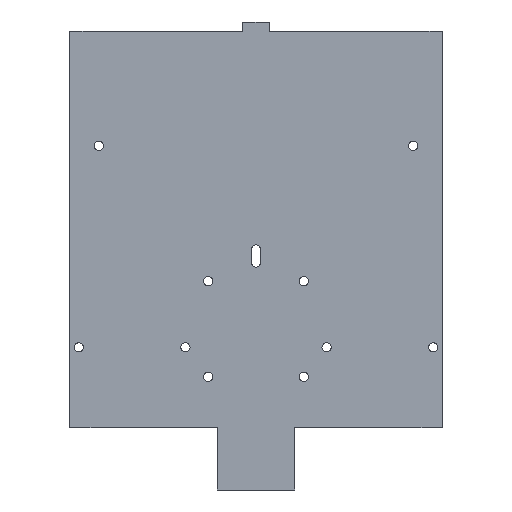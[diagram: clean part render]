
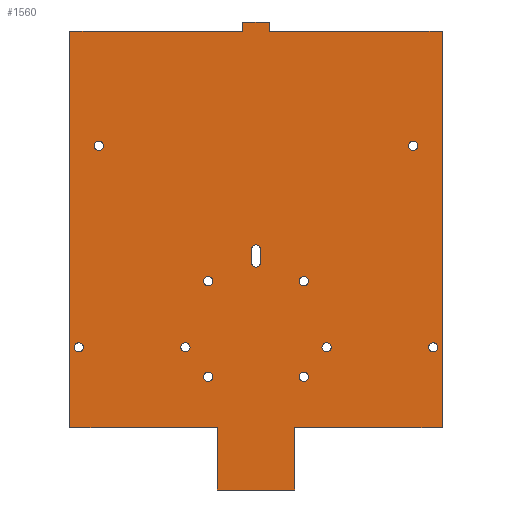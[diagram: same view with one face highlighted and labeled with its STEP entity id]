
A CAD part, front view. The second image highlights one B-rep face of the part: STEP entity #1560.
In plain terms, the highlighted planar face has unit normal (0, -1, 0).
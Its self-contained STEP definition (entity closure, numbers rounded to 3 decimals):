
#32=FACE_BOUND('',#258,.T.);
#33=FACE_BOUND('',#259,.T.);
#34=FACE_BOUND('',#260,.T.);
#35=FACE_BOUND('',#261,.T.);
#36=FACE_BOUND('',#262,.T.);
#37=FACE_BOUND('',#263,.T.);
#38=FACE_BOUND('',#264,.T.);
#39=FACE_BOUND('',#265,.T.);
#40=FACE_BOUND('',#266,.T.);
#41=FACE_BOUND('',#267,.T.);
#42=FACE_BOUND('',#268,.T.);
#59=CIRCLE('',#1641,1.75);
#60=CIRCLE('',#1643,1.75);
#61=CIRCLE('',#1645,1.75);
#62=CIRCLE('',#1648,1.75);
#63=CIRCLE('',#1651,1.75);
#64=CIRCLE('',#1653,1.75);
#65=CIRCLE('',#1655,1.75);
#66=CIRCLE('',#1657,1.75);
#67=CIRCLE('',#1659,1.75);
#68=CIRCLE('',#1661,1.75);
#69=CIRCLE('',#1663,1.75);
#70=CIRCLE('',#1665,1.75);
#162=FACE_OUTER_BOUND('',#257,.T.);
#257=EDGE_LOOP('',(#1391,#1392,#1393,#1394,#1395,#1396,#1397,#1398,#1399,
#1400,#1401,#1402,#1403,#1404));
#258=EDGE_LOOP('',(#1405));
#259=EDGE_LOOP('',(#1406));
#260=EDGE_LOOP('',(#1407));
#261=EDGE_LOOP('',(#1408));
#262=EDGE_LOOP('',(#1409));
#263=EDGE_LOOP('',(#1410));
#264=EDGE_LOOP('',(#1411));
#265=EDGE_LOOP('',(#1412,#1413,#1414,#1415));
#266=EDGE_LOOP('',(#1416));
#267=EDGE_LOOP('',(#1417));
#268=EDGE_LOOP('',(#1418));
#414=LINE('',#2416,#599);
#417=LINE('',#2424,#602);
#427=LINE('',#2460,#612);
#429=LINE('',#2464,#614);
#431=LINE('',#2468,#616);
#433=LINE('',#2472,#618);
#435=LINE('',#2476,#620);
#437=LINE('',#2480,#622);
#439=LINE('',#2484,#624);
#441=LINE('',#2488,#626);
#443=LINE('',#2492,#628);
#445=LINE('',#2496,#630);
#447=LINE('',#2500,#632);
#449=LINE('',#2504,#634);
#451=LINE('',#2508,#636);
#453=LINE('',#2511,#638);
#599=VECTOR('',#1972,10.);
#602=VECTOR('',#1981,10.);
#612=VECTOR('',#2025,10.);
#614=VECTOR('',#2029,10.);
#616=VECTOR('',#2033,10.);
#618=VECTOR('',#2037,10.);
#620=VECTOR('',#2041,10.);
#622=VECTOR('',#2045,10.);
#624=VECTOR('',#2049,10.);
#626=VECTOR('',#2053,10.);
#628=VECTOR('',#2057,10.);
#630=VECTOR('',#2061,10.);
#632=VECTOR('',#2065,10.);
#634=VECTOR('',#2069,10.);
#636=VECTOR('',#2073,10.);
#638=VECTOR('',#2077,10.);
#752=VERTEX_POINT('',#2401);
#753=VERTEX_POINT('',#2405);
#754=VERTEX_POINT('',#2409);
#755=VERTEX_POINT('',#2413);
#756=VERTEX_POINT('',#2415);
#757=VERTEX_POINT('',#2419);
#758=VERTEX_POINT('',#2423);
#759=VERTEX_POINT('',#2429);
#760=VERTEX_POINT('',#2433);
#761=VERTEX_POINT('',#2437);
#762=VERTEX_POINT('',#2441);
#763=VERTEX_POINT('',#2445);
#764=VERTEX_POINT('',#2449);
#765=VERTEX_POINT('',#2453);
#766=VERTEX_POINT('',#2457);
#767=VERTEX_POINT('',#2459);
#768=VERTEX_POINT('',#2463);
#769=VERTEX_POINT('',#2467);
#770=VERTEX_POINT('',#2471);
#771=VERTEX_POINT('',#2475);
#772=VERTEX_POINT('',#2479);
#773=VERTEX_POINT('',#2483);
#774=VERTEX_POINT('',#2487);
#775=VERTEX_POINT('',#2491);
#776=VERTEX_POINT('',#2495);
#777=VERTEX_POINT('',#2499);
#778=VERTEX_POINT('',#2503);
#779=VERTEX_POINT('',#2507);
#937=EDGE_CURVE('',#752,#752,#59,.T.);
#939=EDGE_CURVE('',#753,#753,#60,.T.);
#941=EDGE_CURVE('',#754,#754,#61,.T.);
#944=EDGE_CURVE('',#756,#755,#414,.T.);
#946=EDGE_CURVE('',#757,#756,#62,.T.);
#948=EDGE_CURVE('',#758,#757,#417,.T.);
#950=EDGE_CURVE('',#755,#758,#63,.T.);
#951=EDGE_CURVE('',#759,#759,#64,.T.);
#953=EDGE_CURVE('',#760,#760,#65,.T.);
#955=EDGE_CURVE('',#761,#761,#66,.T.);
#957=EDGE_CURVE('',#762,#762,#67,.T.);
#959=EDGE_CURVE('',#763,#763,#68,.T.);
#961=EDGE_CURVE('',#764,#764,#69,.T.);
#963=EDGE_CURVE('',#765,#765,#70,.T.);
#966=EDGE_CURVE('',#767,#766,#427,.T.);
#968=EDGE_CURVE('',#768,#767,#429,.T.);
#970=EDGE_CURVE('',#769,#768,#431,.T.);
#972=EDGE_CURVE('',#770,#769,#433,.T.);
#974=EDGE_CURVE('',#771,#770,#435,.T.);
#976=EDGE_CURVE('',#772,#771,#437,.T.);
#978=EDGE_CURVE('',#773,#772,#439,.T.);
#980=EDGE_CURVE('',#774,#773,#441,.T.);
#982=EDGE_CURVE('',#775,#774,#443,.T.);
#984=EDGE_CURVE('',#776,#775,#445,.T.);
#986=EDGE_CURVE('',#777,#776,#447,.T.);
#988=EDGE_CURVE('',#778,#777,#449,.T.);
#990=EDGE_CURVE('',#779,#778,#451,.T.);
#992=EDGE_CURVE('',#766,#779,#453,.T.);
#1391=ORIENTED_EDGE('',*,*,#992,.T.);
#1392=ORIENTED_EDGE('',*,*,#990,.T.);
#1393=ORIENTED_EDGE('',*,*,#988,.T.);
#1394=ORIENTED_EDGE('',*,*,#986,.T.);
#1395=ORIENTED_EDGE('',*,*,#984,.T.);
#1396=ORIENTED_EDGE('',*,*,#982,.T.);
#1397=ORIENTED_EDGE('',*,*,#980,.T.);
#1398=ORIENTED_EDGE('',*,*,#978,.T.);
#1399=ORIENTED_EDGE('',*,*,#976,.T.);
#1400=ORIENTED_EDGE('',*,*,#974,.T.);
#1401=ORIENTED_EDGE('',*,*,#972,.T.);
#1402=ORIENTED_EDGE('',*,*,#970,.T.);
#1403=ORIENTED_EDGE('',*,*,#968,.T.);
#1404=ORIENTED_EDGE('',*,*,#966,.T.);
#1405=ORIENTED_EDGE('',*,*,#963,.T.);
#1406=ORIENTED_EDGE('',*,*,#961,.T.);
#1407=ORIENTED_EDGE('',*,*,#959,.T.);
#1408=ORIENTED_EDGE('',*,*,#957,.T.);
#1409=ORIENTED_EDGE('',*,*,#955,.T.);
#1410=ORIENTED_EDGE('',*,*,#953,.T.);
#1411=ORIENTED_EDGE('',*,*,#951,.T.);
#1412=ORIENTED_EDGE('',*,*,#950,.T.);
#1413=ORIENTED_EDGE('',*,*,#948,.T.);
#1414=ORIENTED_EDGE('',*,*,#946,.T.);
#1415=ORIENTED_EDGE('',*,*,#944,.T.);
#1416=ORIENTED_EDGE('',*,*,#941,.T.);
#1417=ORIENTED_EDGE('',*,*,#939,.T.);
#1418=ORIENTED_EDGE('',*,*,#937,.T.);
#1482=PLANE('',#1680);
#1560=ADVANCED_FACE('',(#162,#32,#33,#34,#35,#36,#37,#38,#39,#40,#41,#42),
#1482,.F.);
#1641=AXIS2_PLACEMENT_3D('',#2402,#1956,#1957);
#1643=AXIS2_PLACEMENT_3D('',#2406,#1961,#1962);
#1645=AXIS2_PLACEMENT_3D('',#2410,#1966,#1967);
#1648=AXIS2_PLACEMENT_3D('',#2420,#1976,#1977);
#1651=AXIS2_PLACEMENT_3D('',#2427,#1985,#1986);
#1653=AXIS2_PLACEMENT_3D('',#2430,#1989,#1990);
#1655=AXIS2_PLACEMENT_3D('',#2434,#1994,#1995);
#1657=AXIS2_PLACEMENT_3D('',#2438,#1999,#2000);
#1659=AXIS2_PLACEMENT_3D('',#2442,#2004,#2005);
#1661=AXIS2_PLACEMENT_3D('',#2446,#2009,#2010);
#1663=AXIS2_PLACEMENT_3D('',#2450,#2014,#2015);
#1665=AXIS2_PLACEMENT_3D('',#2454,#2019,#2020);
#1680=AXIS2_PLACEMENT_3D('',#2512,#2078,#2079);
#1956=DIRECTION('center_axis',(0.,1.,0.));
#1957=DIRECTION('ref_axis',(1.,0.,0.));
#1961=DIRECTION('center_axis',(0.,1.,0.));
#1962=DIRECTION('ref_axis',(1.,0.,0.));
#1966=DIRECTION('center_axis',(0.,1.,0.));
#1967=DIRECTION('ref_axis',(1.,0.,0.));
#1972=DIRECTION('',(0.,0.,-1.));
#1976=DIRECTION('center_axis',(0.,1.,0.));
#1977=DIRECTION('ref_axis',(-1.,0.,0.));
#1981=DIRECTION('',(0.,0.,1.));
#1985=DIRECTION('center_axis',(0.,1.,0.));
#1986=DIRECTION('ref_axis',(1.,0.,0.));
#1989=DIRECTION('center_axis',(0.,1.,0.));
#1990=DIRECTION('ref_axis',(1.,0.,0.));
#1994=DIRECTION('center_axis',(0.,1.,0.));
#1995=DIRECTION('ref_axis',(1.,0.,0.));
#1999=DIRECTION('center_axis',(0.,1.,0.));
#2000=DIRECTION('ref_axis',(1.,0.,0.));
#2004=DIRECTION('center_axis',(0.,1.,0.));
#2005=DIRECTION('ref_axis',(1.,0.,0.));
#2009=DIRECTION('center_axis',(0.,1.,0.));
#2010=DIRECTION('ref_axis',(1.,0.,0.));
#2014=DIRECTION('center_axis',(0.,1.,0.));
#2015=DIRECTION('ref_axis',(1.,0.,0.));
#2019=DIRECTION('center_axis',(0.,1.,0.));
#2020=DIRECTION('ref_axis',(1.,0.,0.));
#2025=DIRECTION('',(-1.,0.,0.));
#2029=DIRECTION('',(0.,0.,1.));
#2033=DIRECTION('',(1.,0.,0.));
#2037=DIRECTION('',(0.,0.,1.));
#2041=DIRECTION('',(1.,0.,0.));
#2045=DIRECTION('',(0.,0.,-1.));
#2049=DIRECTION('',(1.,0.,0.));
#2053=DIRECTION('',(0.,0.,-1.));
#2057=DIRECTION('',(-1.,0.,0.));
#2061=DIRECTION('',(0.,0.,-1.));
#2065=DIRECTION('',(0.,0.,-1.));
#2069=DIRECTION('',(-1.,0.,0.));
#2073=DIRECTION('',(0.,0.,1.));
#2077=DIRECTION('',(0.,0.,1.));
#2078=DIRECTION('center_axis',(0.,1.,0.));
#2079=DIRECTION('ref_axis',(1.,0.,0.));
#2401=CARTESIAN_POINT('',(87.45,-4.,-95.2));
#2402=CARTESIAN_POINT('Origin',(89.2,-4.,-95.2));
#2405=CARTESIAN_POINT('',(129.175,-4.,-43.6));
#2406=CARTESIAN_POINT('Origin',(130.925,-4.,-43.6));
#2409=CARTESIAN_POINT('',(50.95,-4.,-95.2));
#2410=CARTESIAN_POINT('Origin',(52.7,-4.,-95.2));
#2413=CARTESIAN_POINT('',(72.7,-4.,-88.1));
#2415=CARTESIAN_POINT('',(72.7,-4.,-83.1));
#2416=CARTESIAN_POINT('',(72.7,-4.,-88.1));
#2419=CARTESIAN_POINT('',(69.2,-4.,-83.1));
#2420=CARTESIAN_POINT('Origin',(70.95,-4.,-83.1));
#2423=CARTESIAN_POINT('',(69.2,-4.,-88.1));
#2424=CARTESIAN_POINT('',(69.2,-4.,-83.1));
#2427=CARTESIAN_POINT('Origin',(70.95,-4.,-88.1));
#2429=CARTESIAN_POINT('',(87.45,-4.,-131.7));
#2430=CARTESIAN_POINT('Origin',(89.2,-4.,-131.7));
#2433=CARTESIAN_POINT('',(136.8,-4.,-120.45));
#2434=CARTESIAN_POINT('Origin',(138.55,-4.,-120.45));
#2437=CARTESIAN_POINT('',(1.6,-4.,-120.45));
#2438=CARTESIAN_POINT('Origin',(3.35,-4.,-120.45));
#2441=CARTESIAN_POINT('',(42.3,-4.,-120.45));
#2442=CARTESIAN_POINT('Origin',(44.05,-4.,-120.45));
#2445=CARTESIAN_POINT('',(50.95,-4.,-131.7));
#2446=CARTESIAN_POINT('Origin',(52.7,-4.,-131.7));
#2449=CARTESIAN_POINT('',(96.1,-4.,-120.45));
#2450=CARTESIAN_POINT('Origin',(97.85,-4.,-120.45));
#2453=CARTESIAN_POINT('',(9.225,-4.,-43.6));
#2454=CARTESIAN_POINT('Origin',(10.975,-4.,-43.6));
#2457=CARTESIAN_POINT('',(75.95,-4.,0.));
#2459=CARTESIAN_POINT('',(141.9,-4.,0.));
#2460=CARTESIAN_POINT('',(0.,-4.,0.));
#2463=CARTESIAN_POINT('',(141.9,-4.,-151.05));
#2464=CARTESIAN_POINT('',(141.9,-4.,0.));
#2467=CARTESIAN_POINT('',(85.65,-4.,-151.05));
#2468=CARTESIAN_POINT('',(141.9,-4.,-151.05));
#2471=CARTESIAN_POINT('',(85.65,-4.,-174.85));
#2472=CARTESIAN_POINT('',(85.65,-4.,-174.85));
#2475=CARTESIAN_POINT('',(56.25,-4.,-174.85));
#2476=CARTESIAN_POINT('',(56.25,-4.,-174.85));
#2479=CARTESIAN_POINT('',(56.25,-4.,-151.05));
#2480=CARTESIAN_POINT('',(56.25,-4.,-151.05));
#2483=CARTESIAN_POINT('',(0.,-4.,-151.05));
#2484=CARTESIAN_POINT('',(56.25,-4.,-151.05));
#2487=CARTESIAN_POINT('',(0.,-4.,0.));
#2488=CARTESIAN_POINT('',(0.,-4.,-151.05));
#2491=CARTESIAN_POINT('',(65.95,-4.,0.));
#2492=CARTESIAN_POINT('',(0.,-4.,0.));
#2495=CARTESIAN_POINT('',(65.95,-4.,2.));
#2496=CARTESIAN_POINT('',(65.95,-4.,2.));
#2499=CARTESIAN_POINT('',(65.95,-4.,3.6));
#2500=CARTESIAN_POINT('',(65.95,-4.,3.6));
#2503=CARTESIAN_POINT('',(75.95,-4.,3.6));
#2504=CARTESIAN_POINT('',(75.95,-4.,3.6));
#2507=CARTESIAN_POINT('',(75.95,-4.,2.));
#2508=CARTESIAN_POINT('',(75.95,-4.,2.));
#2511=CARTESIAN_POINT('',(75.95,-4.,2.));
#2512=CARTESIAN_POINT('Origin',(70.95,-4.,-85.625));
